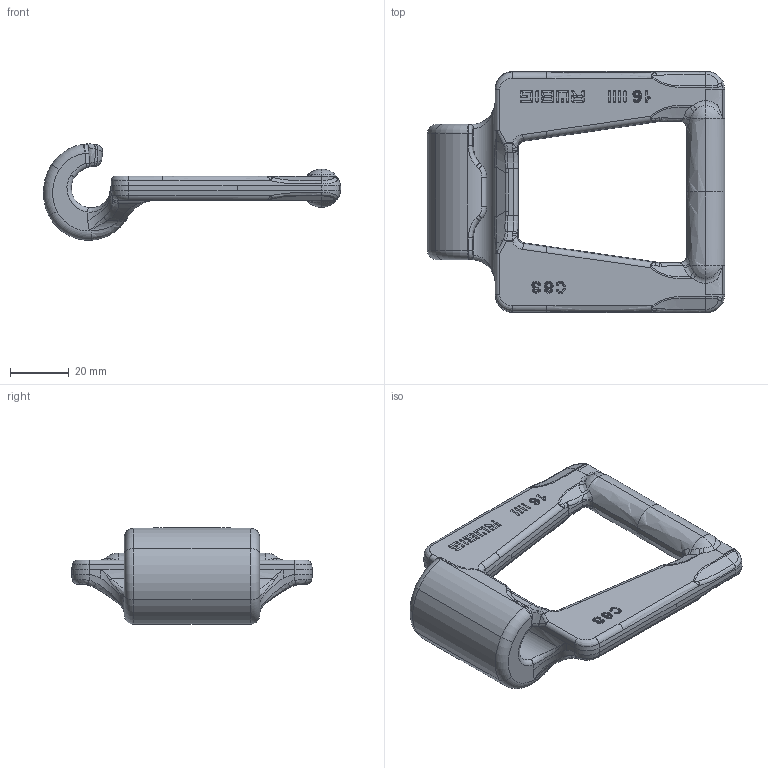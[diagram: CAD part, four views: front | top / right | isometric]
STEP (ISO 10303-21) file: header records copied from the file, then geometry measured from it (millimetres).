
FILE_DESCRIPTION(/* description */ (''),/* implementation_level */ '2;1');
FILE_NAME(/* name */ 'Kettenglied_C8.stp',/* time_stamp */ '2016-05-25T08:12:22+02:00',/* author */ (''),/* organization */ (''),/* preprocessor_version */ 'ST-DEVELOPER v15',/* originating_system */ 'SIEMENS PLM Software NX 8.5',/* authorisation */ '');
FILE_SCHEMA (('AUTOMOTIVE_DESIGN { 1 0 10303 214 3 1 1 1 }'));
Length unit declared in the file: millimetre
Products named in the file (1): haid14B4CDA9o3x4
Bounding box: 101.1 x 82 x 32.76 mm (x, y, z)
Volume: 56060.2 mm3; surface area: 16590 mm2
Topology: 1 solids, 1 shells, 705 faces, 1836 edges, 1078 vertices
Faces by surface type: bspline 334, cylinder 210, plane 68, sphere 65, torus 24, cone 2, extrusion 2
Entity records: 31216 total; most frequent: CARTESIAN_POINT 17039, ORIENTED_EDGE 3450, DIRECTION 2277, EDGE_CURVE 1725, VERTEX_POINT 1045, AXIS2_PLACEMENT_3D 907, EDGE_LOOP 728, ADVANCED_FACE 704
